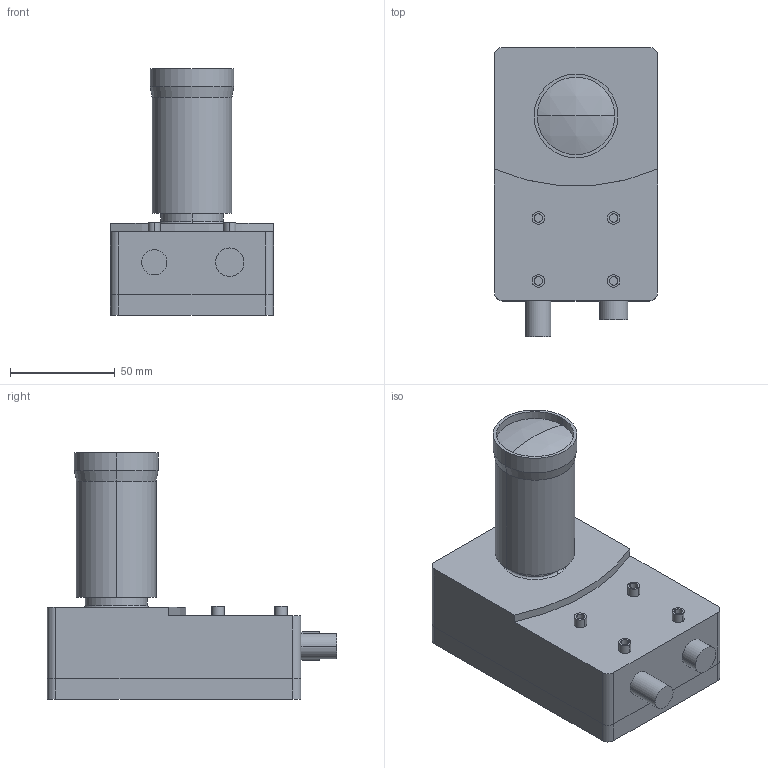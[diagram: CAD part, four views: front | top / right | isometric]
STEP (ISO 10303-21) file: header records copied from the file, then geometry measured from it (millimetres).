
FILE_DESCRIPTION (( 'STEP AP214' ), '1' );
FILE_NAME ('ov80i.STEP', '2025-07-03T12:41:08', ( '' ), ( '' ), 'SwSTEP 2.0', 'SolidWorks 2024', '' );
FILE_SCHEMA (( 'AUTOMOTIVE_DESIGN' ));
Length unit declared in the file: millimetre
Products named in the file (4): 8-50mm_f1.4_assembly_no_fov; ov80i_body; ov80i; 8-50mm_f1.4
Assembly tree (3 placements, depth 3):
  ov80i
    ov80i_body
    8-50mm_f1.4_assembly_no_fov
      8-50mm_f1.4
Bounding box: 77.8 x 138 x 117.6 mm (x, y, z)
Volume: 475393.9 mm3; surface area: 69234.1 mm2
Topology: 3 solids, 3 shells, 95 faces, 200 edges, 131 vertices
Faces by surface type: cylinder 51, plane 38, torus 2, cone 2, sphere 2
Entity records: 3611 total; most frequent: DIRECTION 512, CARTESIAN_POINT 433, ORIENTED_EDGE 400, AXIS2_PLACEMENT_3D 210, EDGE_CURVE 200, VERTEX_POINT 131, EDGE_LOOP 115, CIRCLE 108
